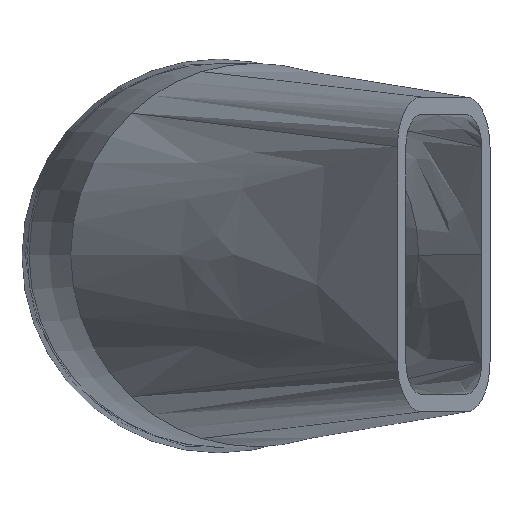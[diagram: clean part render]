
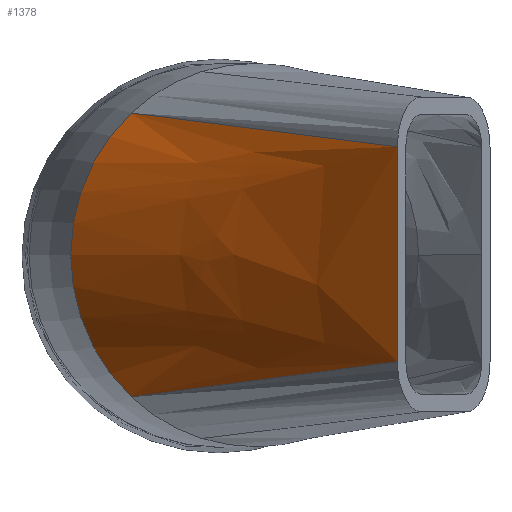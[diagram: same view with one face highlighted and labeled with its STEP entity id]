
A CAD part, top view. The second image highlights one B-rep face of the part: STEP entity #1378.
In plain terms, the highlighted free-form (B-spline) face has degree [9, 1] with [10, 2] control points.
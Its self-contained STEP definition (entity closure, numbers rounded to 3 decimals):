
#292 = SURFACE_OF_REVOLUTION('',#293,#298);
#293 = CIRCLE('',#294,19.2);
#294 = AXIS2_PLACEMENT_3D('',#295,#296,#297);
#295 = CARTESIAN_POINT('',(149.009,0.,
    2.399));
#296 = DIRECTION('',(0.035,0.,
    -0.999));
#297 = DIRECTION('',(-0.999,0.,
    -0.035));
#298 = AXIS1_PLACEMENT('',#299,#300);
#299 = CARTESIAN_POINT('',(74.569,0.,
    2.399));
#300 = DIRECTION('',(0.,1.,0.));
#518 = VERTEX_POINT('',#519);
#519 = CARTESIAN_POINT('',(-8.778,14.221,
    28.482));
#534 = B_SPLINE_SURFACE_WITH_KNOTS('',8,1,(
    (#535,#536)
    ,(#537,#538)
    ,(#539,#540)
    ,(#541,#542)
    ,(#543,#544)
    ,(#545,#546)
    ,(#547,#548)
    ,(#549,#550)
    ,(#551,#552
    )),.UNSPECIFIED.,.F.,.F.,.F.,(9,9),(2,2),(1.571,
    3.142),(0.,1.),.PIECEWISE_BEZIER_KNOTS.);
#535 = CARTESIAN_POINT('',(-1.703,18.38,
    26.497));
#536 = CARTESIAN_POINT('',(20.271,15.76,64.947));
#537 = CARTESIAN_POINT('',(-2.684,18.072,
    26.772));
#538 = CARTESIAN_POINT('',(19.805,15.76,65.811));
#539 = CARTESIAN_POINT('',(-3.646,17.7,
    27.042));
#540 = CARTESIAN_POINT('',(19.339,15.54,
    66.676));
#541 = CARTESIAN_POINT('',(-4.584,17.265,
    27.305));
#542 = CARTESIAN_POINT('',(18.901,15.099,
    67.489));
#543 = CARTESIAN_POINT('',(-5.495,16.768,
    27.561));
#544 = CARTESIAN_POINT('',(18.517,14.456,68.201
    ));
#545 = CARTESIAN_POINT('',(-6.374,16.213,
    27.807));
#546 = CARTESIAN_POINT('',(18.212,13.648,
    68.767));
#547 = CARTESIAN_POINT('',(-7.216,15.601,
    28.043));
#548 = CARTESIAN_POINT('',(18.003,12.723,
    69.155));
#549 = CARTESIAN_POINT('',(-8.019,14.936,
    28.269));
#550 = CARTESIAN_POINT('',(17.898,11.742,
    69.348));
#551 = CARTESIAN_POINT('',(-8.778,14.221,
    28.482));
#552 = CARTESIAN_POINT('',(17.898,10.76,69.348));
#559 = EDGE_CURVE('',#518,#560,#562,.T.);
#560 = VERTEX_POINT('',#561);
#561 = CARTESIAN_POINT('',(-8.778,-14.221,
    28.482));
#562 = SURFACE_CURVE('',#563,(#568,#575),.PCURVE_S1.);
#563 = CIRCLE('',#564,19.2);
#564 = AXIS2_PLACEMENT_3D('',#565,#566,#567);
#565 = CARTESIAN_POINT('',(3.642,0.,
    24.997));
#566 = DIRECTION('',(0.27,0.,0.963));
#567 = DIRECTION('',(0.963,0.,-0.27)
  );
#568 = PCURVE('',#292,#569);
#569 = DEFINITIONAL_REPRESENTATION('',(#570),#574);
#570 = LINE('',#571,#572);
#571 = CARTESIAN_POINT('',(3.45,0.));
#572 = VECTOR('',#573,1.);
#573 = DIRECTION('',(0.,1.));
#574 = ( GEOMETRIC_REPRESENTATION_CONTEXT(2) 
PARAMETRIC_REPRESENTATION_CONTEXT() REPRESENTATION_CONTEXT('2D SPACE',''
  ) );
#575 = PCURVE('',#576,#597);
#576 = B_SPLINE_SURFACE_WITH_KNOTS('',9,1,(
    (#577,#578)
    ,(#579,#580)
    ,(#581,#582)
    ,(#583,#584)
    ,(#585,#586)
    ,(#587,#588)
    ,(#589,#590)
    ,(#591,#592)
    ,(#593,#594)
    ,(#595,#596
    )),.UNSPECIFIED.,.F.,.F.,.F.,(10,10),(2,2),(-21.52,0.),(0.,1.),
  .PIECEWISE_BEZIER_KNOTS.);
#577 = CARTESIAN_POINT('',(-8.778,14.221,
    28.482));
#578 = CARTESIAN_POINT('',(17.898,10.76,69.348));
#579 = CARTESIAN_POINT('',(-11.316,11.83,
    29.194));
#580 = CARTESIAN_POINT('',(17.898,8.369,69.348
    ));
#581 = CARTESIAN_POINT('',(-13.374,8.89,29.771
    ));
#582 = CARTESIAN_POINT('',(17.898,5.978,69.348
    ));
#583 = CARTESIAN_POINT('',(-14.825,5.518,
    30.178));
#584 = CARTESIAN_POINT('',(17.898,3.587,69.348
    ));
#585 = CARTESIAN_POINT('',(-15.577,1.871,30.389)
  );
#586 = CARTESIAN_POINT('',(17.898,1.196,69.348
    ));
#587 = CARTESIAN_POINT('',(-15.577,-1.871,
    30.389));
#588 = CARTESIAN_POINT('',(17.898,-1.196,
    69.348));
#589 = CARTESIAN_POINT('',(-14.825,-5.518,
    30.178));
#590 = CARTESIAN_POINT('',(17.898,-3.587,
    69.348));
#591 = CARTESIAN_POINT('',(-13.374,-8.89,
    29.771));
#592 = CARTESIAN_POINT('',(17.898,-5.978,
    69.348));
#593 = CARTESIAN_POINT('',(-11.316,-11.83,
    29.194));
#594 = CARTESIAN_POINT('',(17.898,-8.369,
    69.348));
#595 = CARTESIAN_POINT('',(-8.778,-14.221,
    28.482));
#596 = CARTESIAN_POINT('',(17.898,-10.76,69.348));
#597 = DEFINITIONAL_REPRESENTATION('',(#598),#601);
#598 = B_SPLINE_CURVE_WITH_KNOTS('',1,(#599,#600),.UNSPECIFIED.,.F.,.F.,
  (2,2),(2.308,3.976),.PIECEWISE_BEZIER_KNOTS.);
#599 = CARTESIAN_POINT('',(-21.52,0.));
#600 = CARTESIAN_POINT('',(0.,0.));
#601 = ( GEOMETRIC_REPRESENTATION_CONTEXT(2) 
PARAMETRIC_REPRESENTATION_CONTEXT() REPRESENTATION_CONTEXT('2D SPACE',''
  ) );
#620 = B_SPLINE_SURFACE_WITH_KNOTS('',8,1,(
    (#621,#622)
    ,(#623,#624)
    ,(#625,#626)
    ,(#627,#628)
    ,(#629,#630)
    ,(#631,#632)
    ,(#633,#634)
    ,(#635,#636)
    ,(#637,#638
    )),.UNSPECIFIED.,.F.,.F.,.F.,(9,9),(2,2),(3.142,
    4.712),(0.,1.),.PIECEWISE_BEZIER_KNOTS.);
#621 = CARTESIAN_POINT('',(-8.778,-14.221,
    28.482));
#622 = CARTESIAN_POINT('',(17.898,-10.76,69.348));
#623 = CARTESIAN_POINT('',(-8.019,-14.936,
    28.269));
#624 = CARTESIAN_POINT('',(17.898,-11.742,
    69.348));
#625 = CARTESIAN_POINT('',(-7.216,-15.601,
    28.043));
#626 = CARTESIAN_POINT('',(18.003,-12.723,
    69.155));
#627 = CARTESIAN_POINT('',(-6.374,-16.213,
    27.807));
#628 = CARTESIAN_POINT('',(18.212,-13.648,
    68.767));
#629 = CARTESIAN_POINT('',(-5.495,-16.768,
    27.561));
#630 = CARTESIAN_POINT('',(18.517,-14.456,
    68.201));
#631 = CARTESIAN_POINT('',(-4.584,-17.265,
    27.305));
#632 = CARTESIAN_POINT('',(18.901,-15.099,
    67.489));
#633 = CARTESIAN_POINT('',(-3.646,-17.7,
    27.042));
#634 = CARTESIAN_POINT('',(19.339,-15.54,
    66.676));
#635 = CARTESIAN_POINT('',(-2.684,-18.072,
    26.772));
#636 = CARTESIAN_POINT('',(19.805,-15.76,65.811));
#637 = CARTESIAN_POINT('',(-1.703,-18.38,
    26.497));
#638 = CARTESIAN_POINT('',(20.271,-15.76,64.947));
#1201 = PLANE('',#1202);
#1202 = AXIS2_PLACEMENT_3D('',#1203,#1204,#1205);
#1203 = CARTESIAN_POINT('',(22.53,0.,
    60.757));
#1204 = DIRECTION('',(0.88,0.,0.475));
#1205 = DIRECTION('',(-0.475,0.,0.88));
#1336 = VERTEX_POINT('',#1337);
#1337 = CARTESIAN_POINT('',(17.898,-10.76,69.348));
#1359 = EDGE_CURVE('',#560,#1336,#1360,.T.);
#1360 = SURFACE_CURVE('',#1361,(#1364,#1371),.PCURVE_S1.);
#1361 = B_SPLINE_CURVE_WITH_KNOTS('',1,(#1362,#1363),.UNSPECIFIED.,.F.,
  .F.,(2,2),(0.,1.),.PIECEWISE_BEZIER_KNOTS.);
#1362 = CARTESIAN_POINT('',(-8.778,-14.221,
    28.482));
#1363 = CARTESIAN_POINT('',(17.898,-10.76,69.348));
#1364 = PCURVE('',#620,#1365);
#1365 = DEFINITIONAL_REPRESENTATION('',(#1366),#1370);
#1366 = LINE('',#1367,#1368);
#1367 = CARTESIAN_POINT('',(3.142,0.));
#1368 = VECTOR('',#1369,1.);
#1369 = DIRECTION('',(0.,1.));
#1370 = ( GEOMETRIC_REPRESENTATION_CONTEXT(2) 
PARAMETRIC_REPRESENTATION_CONTEXT() REPRESENTATION_CONTEXT('2D SPACE',''
  ) );
#1371 = PCURVE('',#576,#1372);
#1372 = DEFINITIONAL_REPRESENTATION('',(#1373),#1377);
#1373 = LINE('',#1374,#1375);
#1374 = CARTESIAN_POINT('',(0.,0.));
#1375 = VECTOR('',#1376,1.);
#1376 = DIRECTION('',(0.,1.));
#1377 = ( GEOMETRIC_REPRESENTATION_CONTEXT(2) 
PARAMETRIC_REPRESENTATION_CONTEXT() REPRESENTATION_CONTEXT('2D SPACE',''
  ) );
#1378 = ADVANCED_FACE('',(#1379),#576,.T.);
#1379 = FACE_BOUND('',#1380,.T.);
#1380 = EDGE_LOOP('',(#1381,#1382,#1383,#1406));
#1381 = ORIENTED_EDGE('',*,*,#559,.T.);
#1382 = ORIENTED_EDGE('',*,*,#1359,.T.);
#1383 = ORIENTED_EDGE('',*,*,#1384,.T.);
#1384 = EDGE_CURVE('',#1336,#1385,#1387,.T.);
#1385 = VERTEX_POINT('',#1386);
#1386 = CARTESIAN_POINT('',(17.898,10.76,69.348));
#1387 = SURFACE_CURVE('',#1388,(#1392,#1399),.PCURVE_S1.);
#1388 = LINE('',#1389,#1390);
#1389 = CARTESIAN_POINT('',(17.898,-10.76,69.348));
#1390 = VECTOR('',#1391,1.);
#1391 = DIRECTION('',(0.,1.,0.));
#1392 = PCURVE('',#576,#1393);
#1393 = DEFINITIONAL_REPRESENTATION('',(#1394),#1398);
#1394 = LINE('',#1395,#1396);
#1395 = CARTESIAN_POINT('',(0.,1.));
#1396 = VECTOR('',#1397,1.);
#1397 = DIRECTION('',(-1.,0.));
#1398 = ( GEOMETRIC_REPRESENTATION_CONTEXT(2) 
PARAMETRIC_REPRESENTATION_CONTEXT() REPRESENTATION_CONTEXT('2D SPACE',''
  ) );
#1399 = PCURVE('',#1201,#1400);
#1400 = DEFINITIONAL_REPRESENTATION('',(#1401),#1405);
#1401 = LINE('',#1402,#1403);
#1402 = CARTESIAN_POINT('',(9.76,10.76));
#1403 = VECTOR('',#1404,1.);
#1404 = DIRECTION('',(0.,-1.));
#1405 = ( GEOMETRIC_REPRESENTATION_CONTEXT(2) 
PARAMETRIC_REPRESENTATION_CONTEXT() REPRESENTATION_CONTEXT('2D SPACE',''
  ) );
#1406 = ORIENTED_EDGE('',*,*,#1407,.F.);
#1407 = EDGE_CURVE('',#518,#1385,#1408,.T.);
#1408 = SURFACE_CURVE('',#1409,(#1412,#1419),.PCURVE_S1.);
#1409 = B_SPLINE_CURVE_WITH_KNOTS('',1,(#1410,#1411),.UNSPECIFIED.,.F.,
  .F.,(2,2),(0.,1.),.PIECEWISE_BEZIER_KNOTS.);
#1410 = CARTESIAN_POINT('',(-8.778,14.221,
    28.482));
#1411 = CARTESIAN_POINT('',(17.898,10.76,69.348));
#1412 = PCURVE('',#576,#1413);
#1413 = DEFINITIONAL_REPRESENTATION('',(#1414),#1418);
#1414 = LINE('',#1415,#1416);
#1415 = CARTESIAN_POINT('',(-21.52,0.));
#1416 = VECTOR('',#1417,1.);
#1417 = DIRECTION('',(0.,1.));
#1418 = ( GEOMETRIC_REPRESENTATION_CONTEXT(2) 
PARAMETRIC_REPRESENTATION_CONTEXT() REPRESENTATION_CONTEXT('2D SPACE',''
  ) );
#1419 = PCURVE('',#534,#1420);
#1420 = DEFINITIONAL_REPRESENTATION('',(#1421),#1425);
#1421 = LINE('',#1422,#1423);
#1422 = CARTESIAN_POINT('',(3.142,0.));
#1423 = VECTOR('',#1424,1.);
#1424 = DIRECTION('',(0.,1.));
#1425 = ( GEOMETRIC_REPRESENTATION_CONTEXT(2) 
PARAMETRIC_REPRESENTATION_CONTEXT() REPRESENTATION_CONTEXT('2D SPACE',''
  ) );
